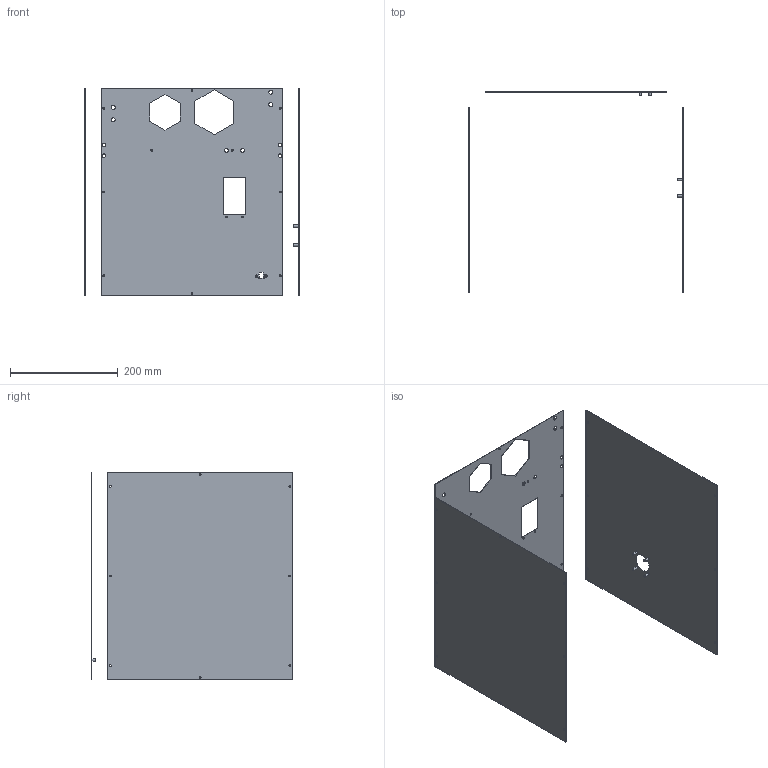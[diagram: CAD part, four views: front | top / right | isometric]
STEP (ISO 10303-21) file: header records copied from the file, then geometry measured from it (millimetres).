
FILE_DESCRIPTION(/* description */ (''),/* implementation_level */ '2;1');
FILE_NAME(/* name */ 'panels.step',/* time_stamp */ '2025-10-28T12:07:59-04:00',/* author */ (''),/* organization */ (''),/* preprocessor_version */ 'ST-DEVELOPER v20.1',/* originating_system */ 'Autodesk Translation Framework v14.17.0.0',/* authorisation */ '');
FILE_SCHEMA (('AUTOMOTIVE_DESIGN { 1 0 10303 214 3 1 1 }'));
Length unit declared in the file: millimetre
Products named in the file (1): CC_Panels
Bounding box: 398 x 374 x 385 mm (x, y, z)
Volume: 383502.2 mm3; surface area: 773031.9 mm2
Topology: 3 solids, 3 shells, 113 faces, 285 edges, 190 vertices
Faces by surface type: plane 62, cylinder 51
Full cylindrical faces by diameter (mm): 3 x8, 3.5 x26, 4.5 x6, 6.5 x4, 7 x2, 7.5 x4, 34 x1
Entity records: 3624 total; most frequent: DIRECTION 615, CARTESIAN_POINT 589, ORIENTED_EDGE 570, EDGE_CURVE 285, AXIS2_PLACEMENT_3D 216, EDGE_LOOP 211, VERTEX_POINT 190, LINE 183
